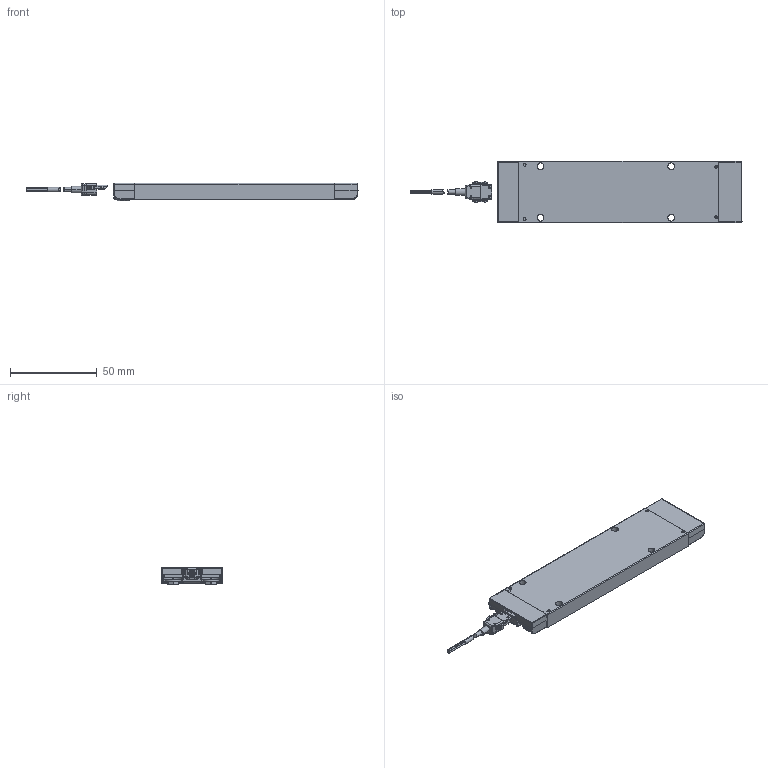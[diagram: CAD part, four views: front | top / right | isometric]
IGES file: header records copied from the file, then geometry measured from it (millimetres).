
Start section: SolidWorks IGES file using analytic representation for surfaces
Global section: file name: 5614_VIA_chassis_w_comm.IGS; native system: SolidWorks 2017; preprocessor: SolidWorks 2017; author: chliu; date: 210105.143510; units: millimetre
Bounding box: 191.84 x 35.54 x 9.89 mm (x, y, z)
Surface area: 29501.3 mm2 (no closed solid volume)
Topology: 0 solids, 0 shells, 1746 faces, 16571 edges, 16536 vertices
Faces by surface type: revolution 962, bspline 784
